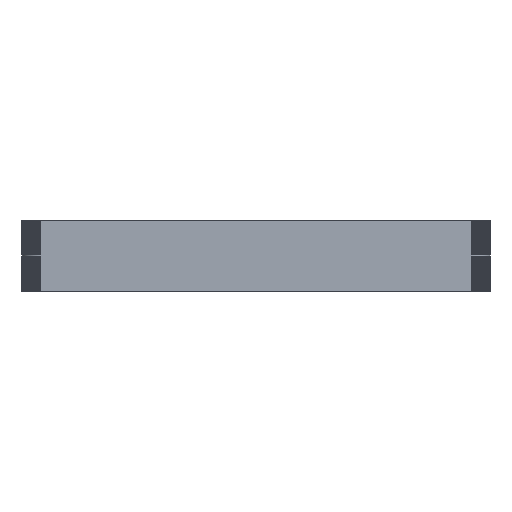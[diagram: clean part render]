
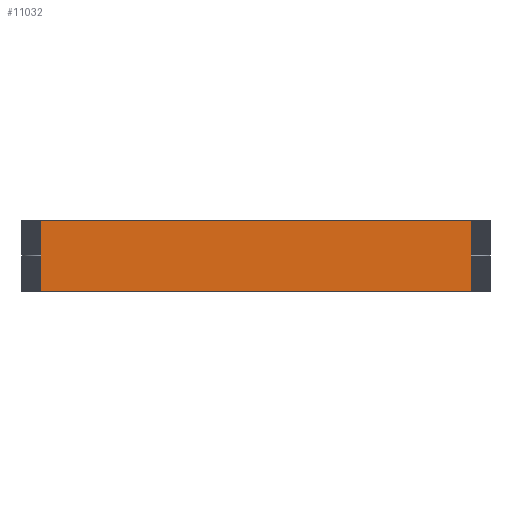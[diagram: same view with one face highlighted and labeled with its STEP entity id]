
A CAD part, left-side view. The second image highlights one B-rep face of the part: STEP entity #11032.
In plain terms, the highlighted planar face has unit normal (-1, 0, 0).
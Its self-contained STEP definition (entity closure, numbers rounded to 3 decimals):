
#106=FACE_OUTER_BOUND('',#654,.T.);
#654=EDGE_LOOP('',(#7481,#7482,#7483,#7484));
#1384=LINE('',#15336,#3022);
#1385=LINE('',#15339,#3023);
#1386=LINE('',#15341,#3024);
#1387=LINE('',#15342,#3025);
#3022=VECTOR('',#12508,10.);
#3023=VECTOR('',#12511,10.);
#3024=VECTOR('',#12512,10.);
#3025=VECTOR('',#12513,10.);
#4569=VERTEX_POINT('',#15332);
#4570=VERTEX_POINT('',#15334);
#4571=VERTEX_POINT('',#15338);
#4572=VERTEX_POINT('',#15340);
#5752=EDGE_CURVE('',#4569,#4570,#1384,.T.);
#5753=EDGE_CURVE('',#4571,#4569,#1385,.T.);
#5754=EDGE_CURVE('',#4572,#4570,#1386,.T.);
#5755=EDGE_CURVE('',#4571,#4572,#1387,.T.);
#7481=ORIENTED_EDGE('',*,*,#5753,.T.);
#7482=ORIENTED_EDGE('',*,*,#5752,.T.);
#7483=ORIENTED_EDGE('',*,*,#5754,.F.);
#7484=ORIENTED_EDGE('',*,*,#5755,.F.);
#10484=PLANE('',#11594);
#11032=ADVANCED_FACE('',(#106),#10484,.T.);
#11594=AXIS2_PLACEMENT_3D('',#15337,#12509,#12510);
#12508=DIRECTION('',(0.,0.,1.));
#12509=DIRECTION('center_axis',(-1.,0.,0.));
#12510=DIRECTION('ref_axis',(0.,-1.,0.));
#12511=DIRECTION('',(0.,-1.,0.));
#12512=DIRECTION('',(0.,-1.,0.));
#12513=DIRECTION('',(0.,0.,1.));
#15332=CARTESIAN_POINT('',(-3.36,-13.861,0.));
#15334=CARTESIAN_POINT('',(-3.36,-13.861,3.175));
#15336=CARTESIAN_POINT('',(-3.36,-13.861,0.));
#15337=CARTESIAN_POINT('Origin',(-3.36,5.46,0.));
#15338=CARTESIAN_POINT('',(-3.36,5.46,0.));
#15339=CARTESIAN_POINT('',(-3.36,5.46,0.));
#15340=CARTESIAN_POINT('',(-3.36,5.46,3.175));
#15341=CARTESIAN_POINT('',(-3.36,5.46,3.175));
#15342=CARTESIAN_POINT('',(-3.36,5.46,0.));
